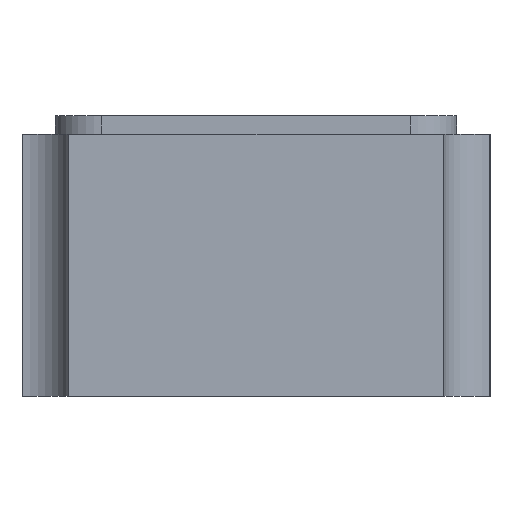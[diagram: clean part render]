
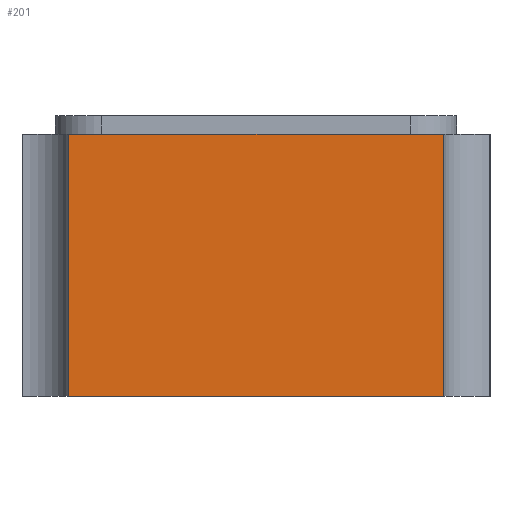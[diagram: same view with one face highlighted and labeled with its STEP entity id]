
A CAD part, left-side view. The second image highlights one B-rep face of the part: STEP entity #201.
In plain terms, the highlighted planar face has unit normal (-1, 0, 0).
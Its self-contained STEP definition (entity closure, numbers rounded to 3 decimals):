
#143=CARTESIAN_POINT('',(-2.05,-0.6,0.84));
#144=VERTEX_POINT('',#143);
#152=CARTESIAN_POINT('',(-2.05,-0.6,0.0));
#153=VERTEX_POINT('',#152);
#154=CARTESIAN_POINT('',(-2.05,-0.6,0.0));
#155=DIRECTION('',(0.0,0.0,1.0));
#156=VECTOR('',#155,0.84);
#157=LINE('',#154,#156);
#158=EDGE_CURVE('',#153,#144,#157,.T.);
#171=CARTESIAN_POINT('',(-2.05,-0.6,0.0));
#172=DIRECTION('',(-1.0,0.0,0.0));
#173=DIRECTION('',(0.0,0.0,1.0));
#174=AXIS2_PLACEMENT_3D('',#171,#172,#173);
#175=PLANE('',#174);
#176=CARTESIAN_POINT('',(-2.05,0.6,0.84));
#177=VERTEX_POINT('',#176);
#178=CARTESIAN_POINT('',(-2.05,-0.6,0.84));
#179=DIRECTION('',(0.0,1.0,0.0));
#180=VECTOR('',#179,1.2);
#181=LINE('',#178,#180);
#182=EDGE_CURVE('',#144,#177,#181,.T.);
#183=ORIENTED_EDGE('',*,*,#182,.T.);
#184=CARTESIAN_POINT('',(-2.05,0.6,0.0));
#185=VERTEX_POINT('',#184);
#186=CARTESIAN_POINT('',(-2.05,0.6,0.0));
#187=DIRECTION('',(0.0,0.0,1.0));
#188=VECTOR('',#187,0.84);
#189=LINE('',#186,#188);
#190=EDGE_CURVE('',#185,#177,#189,.T.);
#191=ORIENTED_EDGE('',*,*,#190,.F.);
#192=CARTESIAN_POINT('',(-2.05,-0.6,0.0));
#193=DIRECTION('',(0.0,1.0,0.0));
#194=VECTOR('',#193,1.2);
#195=LINE('',#192,#194);
#196=EDGE_CURVE('',#153,#185,#195,.T.);
#197=ORIENTED_EDGE('',*,*,#196,.F.);
#198=ORIENTED_EDGE('',*,*,#158,.T.);
#199=EDGE_LOOP('',(#183,#191,#197,#198));
#200=FACE_OUTER_BOUND('',#199,.T.);
#201=ADVANCED_FACE('',(#200),#175,.T.);
